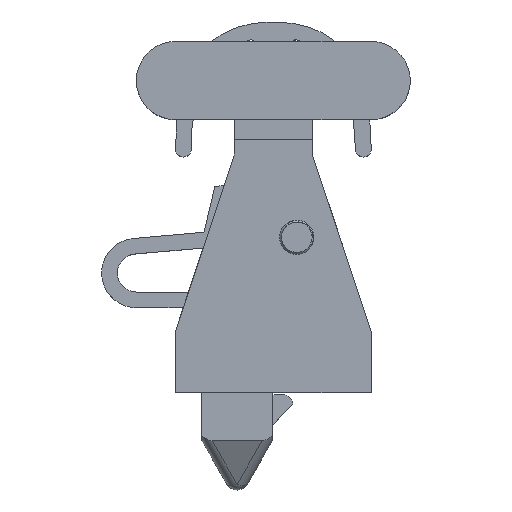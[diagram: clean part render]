
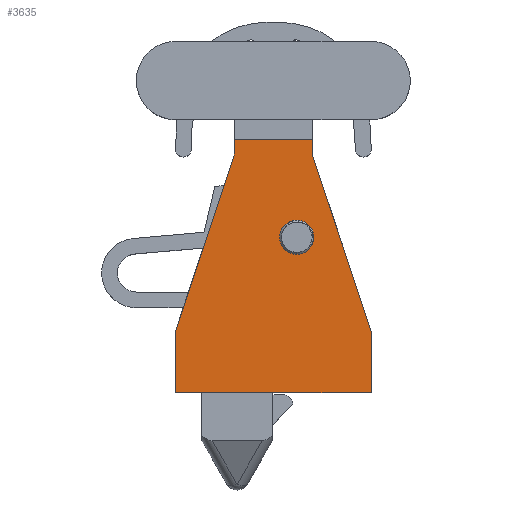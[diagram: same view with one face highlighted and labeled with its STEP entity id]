
A CAD part, top view. The second image highlights one B-rep face of the part: STEP entity #3635.
In plain terms, the highlighted planar face has unit normal (0, 0, 1).
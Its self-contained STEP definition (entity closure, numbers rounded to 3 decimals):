
#181=FACE_BOUND('',#648,.T.);
#284=CIRCLE('',#3892,1.75);
#440=FACE_OUTER_BOUND('',#647,.T.);
#647=EDGE_LOOP('',(#2654,#2655,#2656,#2657,#2658,#2659,#2660,#2661));
#648=EDGE_LOOP('',(#2662));
#890=LINE('',#5351,#1214);
#906=LINE('',#5395,#1230);
#916=LINE('',#5414,#1240);
#919=LINE('',#5419,#1243);
#921=LINE('',#5423,#1245);
#923=LINE('',#5427,#1247);
#925=LINE('',#5430,#1249);
#926=LINE('',#5432,#1250);
#1214=VECTOR('',#4357,10.);
#1230=VECTOR('',#4401,10.);
#1240=VECTOR('',#4417,10.);
#1243=VECTOR('',#4422,10.);
#1245=VECTOR('',#4426,10.);
#1247=VECTOR('',#4430,10.);
#1249=VECTOR('',#4434,10.);
#1250=VECTOR('',#4437,10.);
#1523=VERTEX_POINT('',#5348);
#1524=VERTEX_POINT('',#5350);
#1526=VERTEX_POINT('',#5357);
#1537=VERTEX_POINT('',#5392);
#1538=VERTEX_POINT('',#5394);
#1544=VERTEX_POINT('',#5413);
#1545=VERTEX_POINT('',#5418);
#1546=VERTEX_POINT('',#5422);
#1547=VERTEX_POINT('',#5426);
#1921=EDGE_CURVE('',#1524,#1523,#890,.T.);
#1925=EDGE_CURVE('',#1526,#1526,#284,.T.);
#1942=EDGE_CURVE('',#1538,#1537,#906,.T.);
#1952=EDGE_CURVE('',#1544,#1524,#916,.T.);
#1955=EDGE_CURVE('',#1545,#1544,#919,.T.);
#1957=EDGE_CURVE('',#1546,#1545,#921,.T.);
#1959=EDGE_CURVE('',#1547,#1546,#923,.T.);
#1961=EDGE_CURVE('',#1537,#1547,#925,.T.);
#1962=EDGE_CURVE('',#1523,#1538,#926,.T.);
#2654=ORIENTED_EDGE('',*,*,#1921,.T.);
#2655=ORIENTED_EDGE('',*,*,#1962,.T.);
#2656=ORIENTED_EDGE('',*,*,#1942,.T.);
#2657=ORIENTED_EDGE('',*,*,#1961,.T.);
#2658=ORIENTED_EDGE('',*,*,#1959,.T.);
#2659=ORIENTED_EDGE('',*,*,#1957,.T.);
#2660=ORIENTED_EDGE('',*,*,#1955,.T.);
#2661=ORIENTED_EDGE('',*,*,#1952,.T.);
#2662=ORIENTED_EDGE('',*,*,#1925,.T.);
#3518=PLANE('',#3913);
#3635=ADVANCED_FACE('',(#440,#181),#3518,.T.);
#3892=AXIS2_PLACEMENT_3D('',#5358,#4363,#4364);
#3913=AXIS2_PLACEMENT_3D('',#5433,#4438,#4439);
#4357=DIRECTION('',(1.,0.,0.));
#4363=DIRECTION('center_axis',(0.,0.,-1.));
#4364=DIRECTION('ref_axis',(1.,0.,0.));
#4401=DIRECTION('',(-0.316,0.949,0.));
#4417=DIRECTION('',(0.,-1.,0.));
#4422=DIRECTION('',(-0.316,-0.949,0.));
#4426=DIRECTION('',(0.,-1.,0.));
#4430=DIRECTION('',(-1.,0.,0.));
#4434=DIRECTION('',(0.,1.,0.));
#4437=DIRECTION('',(0.,1.,0.));
#4438=DIRECTION('center_axis',(0.,0.,1.));
#4439=DIRECTION('ref_axis',(1.,0.,0.));
#5348=CARTESIAN_POINT('',(10.,0.1,5.));
#5350=CARTESIAN_POINT('',(-10.,0.1,5.));
#5351=CARTESIAN_POINT('',(-10.,0.1,5.));
#5357=CARTESIAN_POINT('',(0.65,16.,5.));
#5358=CARTESIAN_POINT('Origin',(2.4,16.,5.));
#5392=CARTESIAN_POINT('',(4.,24.4,5.));
#5394=CARTESIAN_POINT('',(10.,6.4,5.));
#5395=CARTESIAN_POINT('',(4.,24.4,5.));
#5413=CARTESIAN_POINT('',(-10.,6.4,5.));
#5414=CARTESIAN_POINT('',(-10.,0.1,5.));
#5418=CARTESIAN_POINT('',(-4.,24.4,5.));
#5419=CARTESIAN_POINT('',(-10.,6.4,5.));
#5422=CARTESIAN_POINT('',(-4.,26.,5.));
#5423=CARTESIAN_POINT('',(-4.,24.4,5.));
#5426=CARTESIAN_POINT('',(4.,26.,5.));
#5427=CARTESIAN_POINT('',(-4.,26.,5.));
#5430=CARTESIAN_POINT('',(4.,26.,5.));
#5432=CARTESIAN_POINT('',(10.,0.1,5.));
#5433=CARTESIAN_POINT('Origin',(0.,13.05,5.));
